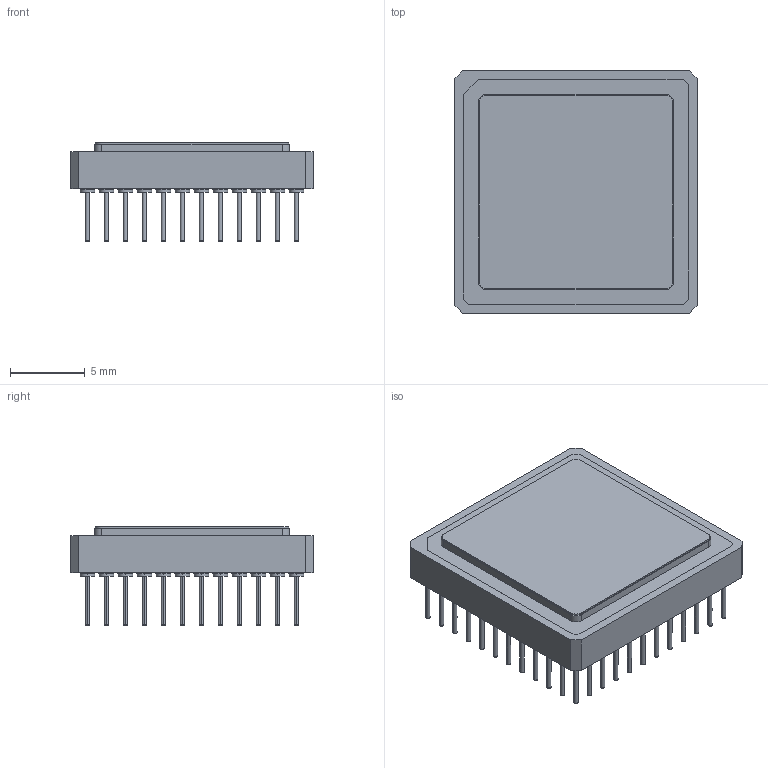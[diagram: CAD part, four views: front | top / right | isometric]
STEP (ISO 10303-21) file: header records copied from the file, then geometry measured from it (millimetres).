
FILE_DESCRIPTION (( 'STEP AP214' ), '1' );
FILE_NAME ('6109.144-À.STEP', '2018-04-28T11:30:00', ( 'Admin' ), ( '' ), 'SwSTEP 2.0', 'SolidWorks 2015', '' );
FILE_SCHEMA (( 'AUTOMOTIVE_DESIGN' ));
Length unit declared in the file: millimetre
Products named in the file (153): PGA âûâîä ÒÑÊß.713311.005; 挓鍱鍧 眒忣.741126.011; Ïëàòà PGA ÒÑÊß.758775.011; 署赅 已蔬.725212.008; 6109.144-ﾀ; ﾎ魵瑙韃 ﾒﾑﾊﾟ.431433.108 ﾑﾁ
Assembly tree (148 placements, depth 3):
  PGA âûâîä ÒÑÊß.713311.005
  PGA âûâîä ÒÑÊß.713311.005
  PGA âûâîä ÒÑÊß.713311.005
  PGA âûâîä ÒÑÊß.713311.005
  PGA âûâîä ÒÑÊß.713311.005
Bounding box: 16.2 x 16.2 x 6.61 mm (x, y, z)
Volume: 555.9 mm3; surface area: 1946.7 mm2
Topology: 147 solids, 147 shells, 2479 faces, 4992 edges, 3232 vertices
Faces by surface type: plane 1292, cylinder 895, torus 292
Entity records: 48535 total; most frequent: DIRECTION 6052, CARTESIAN_POINT 5851, ORIENTED_EDGE 5408, EDGE_CURVE 2704, LINE 2046, VECTOR 2046, AXIS2_PLACEMENT_3D 2003, VERTEX_POINT 1802
